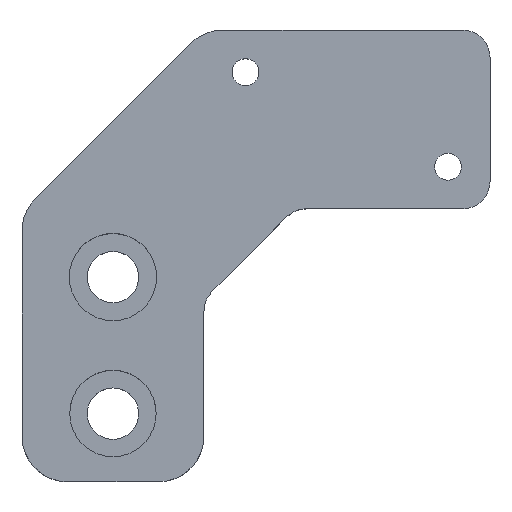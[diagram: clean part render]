
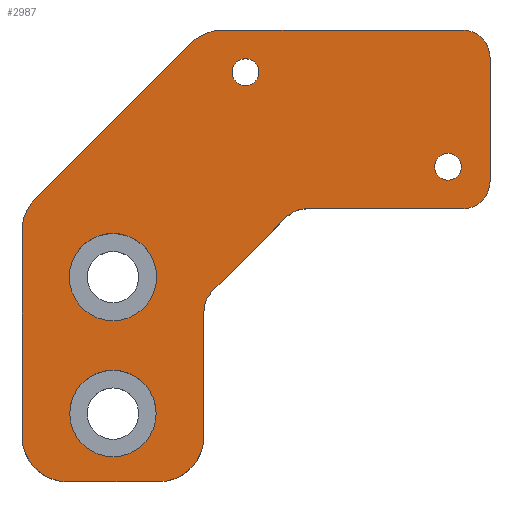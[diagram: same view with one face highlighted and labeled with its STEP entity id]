
A CAD part, top view. The second image highlights one B-rep face of the part: STEP entity #2987.
In plain terms, the highlighted planar face has unit normal (0, 0, 1).
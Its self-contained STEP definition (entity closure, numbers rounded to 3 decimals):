
#41=CIRCLE('',#3106,3.);
#42=CIRCLE('',#3107,3.);
#43=CIRCLE('',#3108,5.);
#44=CIRCLE('',#3109,5.);
#45=CIRCLE('',#3110,5.);
#46=CIRCLE('',#3111,5.);
#47=CIRCLE('',#3112,3.);
#48=CIRCLE('',#3113,3.);
#49=CIRCLE('',#3114,1.475);
#50=CIRCLE('',#3115,4.75);
#51=CIRCLE('',#3116,1.475);
#52=CIRCLE('',#3117,4.8);
#76=FACE_BOUND('',#591,.T.);
#77=FACE_BOUND('',#592,.T.);
#78=FACE_BOUND('',#593,.T.);
#79=FACE_BOUND('',#594,.T.);
#416=FACE_OUTER_BOUND('',#590,.T.);
#590=EDGE_LOOP('',(#2628,#2629,#2630,#2631,#2632,#2633,#2634,#2635,#2636,
#2637,#2638,#2639,#2640,#2641,#2642,#2643));
#591=EDGE_LOOP('',(#2644));
#592=EDGE_LOOP('',(#2645));
#593=EDGE_LOOP('',(#2646));
#594=EDGE_LOOP('',(#2647));
#862=LINE('',#5593,#1134);
#863=LINE('',#5597,#1135);
#864=LINE('',#5601,#1136);
#865=LINE('',#5605,#1137);
#866=LINE('',#5609,#1138);
#867=LINE('',#5613,#1139);
#868=LINE('',#5617,#1140);
#869=LINE('',#5621,#1141);
#1134=VECTOR('',#3543,10.);
#1135=VECTOR('',#3546,10.);
#1136=VECTOR('',#3549,10.);
#1137=VECTOR('',#3552,10.);
#1138=VECTOR('',#3555,10.);
#1139=VECTOR('',#3558,10.);
#1140=VECTOR('',#3561,10.);
#1141=VECTOR('',#3564,10.);
#1430=VERTEX_POINT('',#5591);
#1431=VERTEX_POINT('',#5592);
#1432=VERTEX_POINT('',#5594);
#1433=VERTEX_POINT('',#5596);
#1434=VERTEX_POINT('',#5598);
#1435=VERTEX_POINT('',#5600);
#1436=VERTEX_POINT('',#5602);
#1437=VERTEX_POINT('',#5604);
#1438=VERTEX_POINT('',#5606);
#1439=VERTEX_POINT('',#5608);
#1440=VERTEX_POINT('',#5610);
#1441=VERTEX_POINT('',#5612);
#1442=VERTEX_POINT('',#5614);
#1443=VERTEX_POINT('',#5616);
#1444=VERTEX_POINT('',#5618);
#1445=VERTEX_POINT('',#5620);
#1446=VERTEX_POINT('',#5623);
#1447=VERTEX_POINT('',#5625);
#1448=VERTEX_POINT('',#5627);
#1449=VERTEX_POINT('',#5629);
#1842=EDGE_CURVE('',#1430,#1431,#862,.T.);
#1843=EDGE_CURVE('',#1431,#1432,#41,.T.);
#1844=EDGE_CURVE('',#1432,#1433,#863,.T.);
#1845=EDGE_CURVE('',#1433,#1434,#42,.T.);
#1846=EDGE_CURVE('',#1434,#1435,#864,.T.);
#1847=EDGE_CURVE('',#1435,#1436,#43,.T.);
#1848=EDGE_CURVE('',#1436,#1437,#865,.T.);
#1849=EDGE_CURVE('',#1437,#1438,#44,.T.);
#1850=EDGE_CURVE('',#1438,#1439,#866,.T.);
#1851=EDGE_CURVE('',#1439,#1440,#45,.T.);
#1852=EDGE_CURVE('',#1440,#1441,#867,.T.);
#1853=EDGE_CURVE('',#1441,#1442,#46,.T.);
#1854=EDGE_CURVE('',#1442,#1443,#868,.T.);
#1855=EDGE_CURVE('',#1443,#1444,#47,.T.);
#1856=EDGE_CURVE('',#1444,#1445,#869,.T.);
#1857=EDGE_CURVE('',#1445,#1430,#48,.T.);
#1858=EDGE_CURVE('',#1446,#1446,#49,.T.);
#1859=EDGE_CURVE('',#1447,#1447,#50,.T.);
#1860=EDGE_CURVE('',#1448,#1448,#51,.T.);
#1861=EDGE_CURVE('',#1449,#1449,#52,.T.);
#2628=ORIENTED_EDGE('',*,*,#1842,.T.);
#2629=ORIENTED_EDGE('',*,*,#1843,.T.);
#2630=ORIENTED_EDGE('',*,*,#1844,.T.);
#2631=ORIENTED_EDGE('',*,*,#1845,.T.);
#2632=ORIENTED_EDGE('',*,*,#1846,.T.);
#2633=ORIENTED_EDGE('',*,*,#1847,.T.);
#2634=ORIENTED_EDGE('',*,*,#1848,.T.);
#2635=ORIENTED_EDGE('',*,*,#1849,.T.);
#2636=ORIENTED_EDGE('',*,*,#1850,.T.);
#2637=ORIENTED_EDGE('',*,*,#1851,.T.);
#2638=ORIENTED_EDGE('',*,*,#1852,.T.);
#2639=ORIENTED_EDGE('',*,*,#1853,.T.);
#2640=ORIENTED_EDGE('',*,*,#1854,.T.);
#2641=ORIENTED_EDGE('',*,*,#1855,.T.);
#2642=ORIENTED_EDGE('',*,*,#1856,.T.);
#2643=ORIENTED_EDGE('',*,*,#1857,.T.);
#2644=ORIENTED_EDGE('',*,*,#1858,.T.);
#2645=ORIENTED_EDGE('',*,*,#1859,.T.);
#2646=ORIENTED_EDGE('',*,*,#1860,.T.);
#2647=ORIENTED_EDGE('',*,*,#1861,.T.);
#2842=PLANE('',#3105);
#2987=ADVANCED_FACE('',(#416,#76,#77,#78,#79),#2842,.T.);
#3105=AXIS2_PLACEMENT_3D('',#5590,#3541,#3542);
#3106=AXIS2_PLACEMENT_3D('',#5595,#3544,#3545);
#3107=AXIS2_PLACEMENT_3D('',#5599,#3547,#3548);
#3108=AXIS2_PLACEMENT_3D('',#5603,#3550,#3551);
#3109=AXIS2_PLACEMENT_3D('',#5607,#3553,#3554);
#3110=AXIS2_PLACEMENT_3D('',#5611,#3556,#3557);
#3111=AXIS2_PLACEMENT_3D('',#5615,#3559,#3560);
#3112=AXIS2_PLACEMENT_3D('',#5619,#3562,#3563);
#3113=AXIS2_PLACEMENT_3D('',#5622,#3565,#3566);
#3114=AXIS2_PLACEMENT_3D('',#5624,#3567,#3568);
#3115=AXIS2_PLACEMENT_3D('',#5626,#3569,#3570);
#3116=AXIS2_PLACEMENT_3D('',#5628,#3571,#3572);
#3117=AXIS2_PLACEMENT_3D('',#5630,#3573,#3574);
#3541=DIRECTION('center_axis',(0.,0.,1.));
#3542=DIRECTION('ref_axis',(-1.,0.,0.));
#3543=DIRECTION('',(1.,0.,0.));
#3544=DIRECTION('center_axis',(0.,0.,1.));
#3545=DIRECTION('ref_axis',(0.,-1.,0.));
#3546=DIRECTION('',(0.,1.,0.));
#3547=DIRECTION('center_axis',(0.,0.,1.));
#3548=DIRECTION('ref_axis',(1.,0.,0.));
#3549=DIRECTION('',(-1.,0.,0.));
#3550=DIRECTION('center_axis',(0.,0.,1.));
#3551=DIRECTION('ref_axis',(0.,1.,0.));
#3552=DIRECTION('',(-0.707,-0.707,0.));
#3553=DIRECTION('center_axis',(0.,0.,1.));
#3554=DIRECTION('ref_axis',(-0.707,0.707,0.));
#3555=DIRECTION('',(0.,-1.,0.));
#3556=DIRECTION('center_axis',(0.,0.,1.));
#3557=DIRECTION('ref_axis',(-1.,0.,0.));
#3558=DIRECTION('',(1.,0.,0.));
#3559=DIRECTION('center_axis',(0.,0.,1.));
#3560=DIRECTION('ref_axis',(0.,-1.,0.));
#3561=DIRECTION('',(0.,1.,0.));
#3562=DIRECTION('center_axis',(0.,0.,-1.));
#3563=DIRECTION('ref_axis',(-0.707,0.707,0.));
#3564=DIRECTION('',(0.707,0.707,0.));
#3565=DIRECTION('center_axis',(0.,0.,-1.));
#3566=DIRECTION('ref_axis',(0.,1.,0.));
#3567=DIRECTION('center_axis',(0.,0.,-1.));
#3568=DIRECTION('ref_axis',(-1.,0.,0.));
#3569=DIRECTION('center_axis',(0.,0.,-1.));
#3570=DIRECTION('ref_axis',(-1.,0.,0.));
#3571=DIRECTION('center_axis',(0.,0.,-1.));
#3572=DIRECTION('ref_axis',(-1.,0.,0.));
#3573=DIRECTION('center_axis',(0.,0.,-1.));
#3574=DIRECTION('ref_axis',(-1.,0.,0.));
#5590=CARTESIAN_POINT('Origin',(-23.875,-7.125,4.125));
#5591=CARTESIAN_POINT('',(-18.357,-1.95,4.125));
#5592=CARTESIAN_POINT('',(-1.15,-1.95,4.125));
#5593=CARTESIAN_POINT('',(-18.357,-1.95,4.125));
#5594=CARTESIAN_POINT('',(1.85,1.05,4.125));
#5595=CARTESIAN_POINT('Origin',(-1.15,1.05,4.125));
#5596=CARTESIAN_POINT('',(1.85,14.7,4.125));
#5597=CARTESIAN_POINT('',(1.85,1.05,4.125));
#5598=CARTESIAN_POINT('',(-1.15,17.7,4.125));
#5599=CARTESIAN_POINT('Origin',(-1.15,14.7,4.125));
#5600=CARTESIAN_POINT('',(-27.529,17.7,4.125));
#5601=CARTESIAN_POINT('',(-1.15,17.7,4.125));
#5602=CARTESIAN_POINT('',(-31.064,16.236,4.125));
#5603=CARTESIAN_POINT('Origin',(-27.529,12.7,4.125));
#5604=CARTESIAN_POINT('',(-48.136,-0.836,4.125));
#5605=CARTESIAN_POINT('',(-31.064,16.236,4.125));
#5606=CARTESIAN_POINT('',(-49.6,-4.371,4.125));
#5607=CARTESIAN_POINT('Origin',(-44.6,-4.371,4.125));
#5608=CARTESIAN_POINT('',(-49.6,-26.95,4.125));
#5609=CARTESIAN_POINT('',(-49.6,-4.371,4.125));
#5610=CARTESIAN_POINT('',(-44.6,-31.95,4.125));
#5611=CARTESIAN_POINT('Origin',(-44.6,-26.95,4.125));
#5612=CARTESIAN_POINT('',(-34.6,-31.95,4.125));
#5613=CARTESIAN_POINT('',(-44.6,-31.95,4.125));
#5614=CARTESIAN_POINT('',(-29.6,-26.95,4.125));
#5615=CARTESIAN_POINT('Origin',(-34.6,-26.95,4.125));
#5616=CARTESIAN_POINT('',(-29.6,-13.193,4.125));
#5617=CARTESIAN_POINT('',(-29.6,-26.95,4.125));
#5618=CARTESIAN_POINT('',(-28.721,-11.071,4.125));
#5619=CARTESIAN_POINT('Origin',(-26.6,-13.193,4.125));
#5620=CARTESIAN_POINT('',(-20.479,-2.829,4.125));
#5621=CARTESIAN_POINT('',(-28.721,-11.071,4.125));
#5622=CARTESIAN_POINT('Origin',(-18.357,-4.95,4.125));
#5623=CARTESIAN_POINT('',(-1.3,2.675,4.125));
#5624=CARTESIAN_POINT('Origin',(-2.775,2.675,4.125));
#5625=CARTESIAN_POINT('',(-44.35,-24.45,4.125));
#5626=CARTESIAN_POINT('Origin',(-39.6,-24.45,4.125));
#5627=CARTESIAN_POINT('',(-23.55,13.075,4.125));
#5628=CARTESIAN_POINT('Origin',(-25.025,13.075,4.125));
#5629=CARTESIAN_POINT('',(-44.4,-9.45,4.125));
#5630=CARTESIAN_POINT('Origin',(-39.6,-9.45,4.125));
